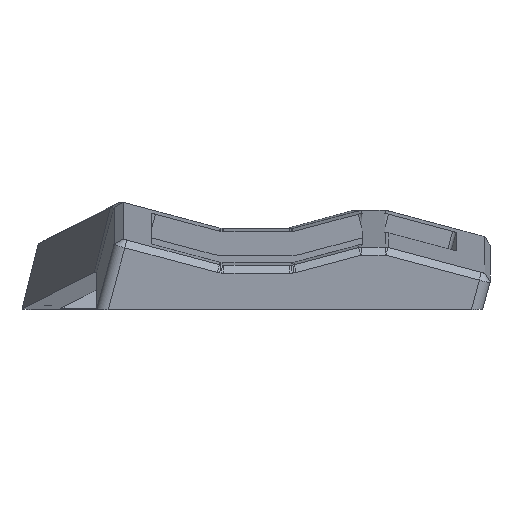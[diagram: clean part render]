
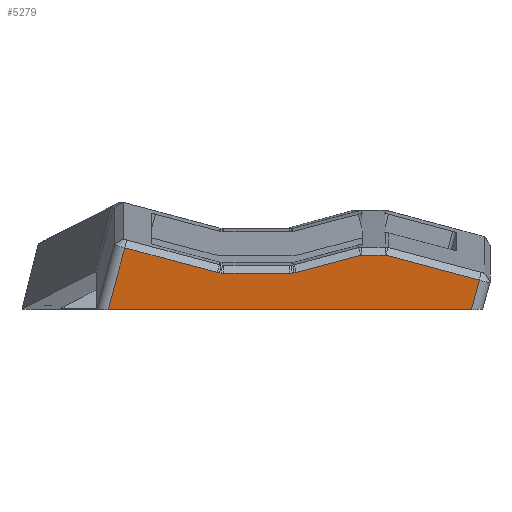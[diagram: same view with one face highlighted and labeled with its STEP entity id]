
A CAD part, left-side view. The second image highlights one B-rep face of the part: STEP entity #5279.
In plain terms, the highlighted planar face has unit normal (-0.996, 0, -0.087).
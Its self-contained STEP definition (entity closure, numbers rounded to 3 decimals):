
#236=PLANE('',#5706);
#443=FACE_OUTER_BOUND('',#781,.T.);
#781=EDGE_LOOP('',(#4023,#4024,#4025,#4026,#4027,#4028,#4029,#4030,#4031,
#4032,#4033,#4034,#4035,#4036,#4037,#4038));
#1191=LINE('',#8113,#1625);
#1195=LINE('',#8125,#1629);
#1199=LINE('',#8137,#1633);
#1203=LINE('',#8149,#1637);
#1207=LINE('',#8161,#1641);
#1211=LINE('',#8173,#1645);
#1215=LINE('',#8185,#1649);
#1321=LINE('',#8865,#1755);
#1322=LINE('',#8867,#1756);
#1323=LINE('',#8868,#1757);
#1625=VECTOR('',#6327,10.);
#1629=VECTOR('',#6339,10.);
#1633=VECTOR('',#6351,10.);
#1637=VECTOR('',#6363,10.);
#1641=VECTOR('',#6375,10.);
#1645=VECTOR('',#6387,10.);
#1649=VECTOR('',#6399,10.);
#1755=VECTOR('',#6707,10.);
#1756=VECTOR('',#6708,10.);
#1757=VECTOR('',#6709,10.);
#1998=CIRCLE('',#5584,1.);
#2000=CIRCLE('',#5588,1.);
#2002=CIRCLE('',#5592,5.);
#2004=CIRCLE('',#5596,5.);
#2006=CIRCLE('',#5600,5.);
#2008=CIRCLE('',#5604,5.);
#2308=VERTEX_POINT('',#8105);
#2310=VERTEX_POINT('',#8111);
#2312=VERTEX_POINT('',#8118);
#2314=VERTEX_POINT('',#8123);
#2316=VERTEX_POINT('',#8130);
#2318=VERTEX_POINT('',#8135);
#2320=VERTEX_POINT('',#8142);
#2322=VERTEX_POINT('',#8147);
#2324=VERTEX_POINT('',#8154);
#2326=VERTEX_POINT('',#8159);
#2328=VERTEX_POINT('',#8166);
#2330=VERTEX_POINT('',#8171);
#2332=VERTEX_POINT('',#8178);
#2334=VERTEX_POINT('',#8183);
#2451=VERTEX_POINT('',#8864);
#2452=VERTEX_POINT('',#8866);
#2827=EDGE_CURVE('',#2310,#2308,#1191,.T.);
#2831=EDGE_CURVE('',#2312,#2310,#1998,.T.);
#2833=EDGE_CURVE('',#2314,#2312,#1195,.T.);
#2837=EDGE_CURVE('',#2316,#2314,#2000,.T.);
#2839=EDGE_CURVE('',#2318,#2316,#1199,.T.);
#2843=EDGE_CURVE('',#2320,#2318,#2002,.T.);
#2845=EDGE_CURVE('',#2322,#2320,#1203,.T.);
#2849=EDGE_CURVE('',#2324,#2322,#2004,.T.);
#2851=EDGE_CURVE('',#2326,#2324,#1207,.T.);
#2855=EDGE_CURVE('',#2328,#2326,#2006,.T.);
#2857=EDGE_CURVE('',#2330,#2328,#1211,.T.);
#2861=EDGE_CURVE('',#2332,#2330,#2008,.T.);
#2863=EDGE_CURVE('',#2334,#2332,#1215,.T.);
#3051=EDGE_CURVE('',#2451,#2334,#1321,.T.);
#3052=EDGE_CURVE('',#2451,#2452,#1322,.T.);
#3053=EDGE_CURVE('',#2308,#2452,#1323,.T.);
#4023=ORIENTED_EDGE('',*,*,#2863,.F.);
#4024=ORIENTED_EDGE('',*,*,#3051,.F.);
#4025=ORIENTED_EDGE('',*,*,#3052,.T.);
#4026=ORIENTED_EDGE('',*,*,#3053,.F.);
#4027=ORIENTED_EDGE('',*,*,#2827,.F.);
#4028=ORIENTED_EDGE('',*,*,#2831,.F.);
#4029=ORIENTED_EDGE('',*,*,#2833,.F.);
#4030=ORIENTED_EDGE('',*,*,#2837,.F.);
#4031=ORIENTED_EDGE('',*,*,#2839,.F.);
#4032=ORIENTED_EDGE('',*,*,#2843,.F.);
#4033=ORIENTED_EDGE('',*,*,#2845,.F.);
#4034=ORIENTED_EDGE('',*,*,#2849,.F.);
#4035=ORIENTED_EDGE('',*,*,#2851,.F.);
#4036=ORIENTED_EDGE('',*,*,#2855,.F.);
#4037=ORIENTED_EDGE('',*,*,#2857,.F.);
#4038=ORIENTED_EDGE('',*,*,#2861,.F.);
#5279=ADVANCED_FACE('',(#443),#236,.T.);
#5584=AXIS2_PLACEMENT_3D('',#8120,#6334,#6335);
#5588=AXIS2_PLACEMENT_3D('',#8132,#6346,#6347);
#5592=AXIS2_PLACEMENT_3D('',#8144,#6358,#6359);
#5596=AXIS2_PLACEMENT_3D('',#8156,#6370,#6371);
#5600=AXIS2_PLACEMENT_3D('',#8168,#6382,#6383);
#5604=AXIS2_PLACEMENT_3D('',#8180,#6394,#6395);
#5706=AXIS2_PLACEMENT_3D('',#8863,#6705,#6706);
#6327=DIRECTION('',(0.023,-0.966,-0.258));
#6334=DIRECTION('center_axis',(0.996,0.,0.087));
#6335=DIRECTION('ref_axis',(-0.086,-0.131,0.988));
#6339=DIRECTION('',(0.,-1.,0.));
#6346=DIRECTION('center_axis',(0.996,0.,0.087));
#6347=DIRECTION('ref_axis',(-0.086,0.131,0.988));
#6351=DIRECTION('',(-0.023,-0.966,0.258));
#6358=DIRECTION('center_axis',(-0.996,0.,-0.087));
#6359=DIRECTION('ref_axis',(0.085,-0.195,-0.977));
#6363=DIRECTION('',(-0.011,-0.991,0.13));
#6370=DIRECTION('center_axis',(-0.996,0.,-0.087));
#6371=DIRECTION('ref_axis',(0.087,-0.065,-0.994));
#6375=DIRECTION('',(0.,-1.,0.));
#6382=DIRECTION('center_axis',(-0.996,0.,-0.087));
#6383=DIRECTION('ref_axis',(0.087,0.065,-0.994));
#6387=DIRECTION('',(0.011,-0.991,-0.13));
#6394=DIRECTION('center_axis',(-0.996,0.,-0.087));
#6395=DIRECTION('ref_axis',(0.085,0.195,-0.977));
#6399=DIRECTION('',(0.023,-0.966,-0.258));
#6705=DIRECTION('center_axis',(-0.996,0.,-0.087));
#6706=DIRECTION('ref_axis',(-0.087,0.,0.996));
#6707=DIRECTION('',(-0.084,-0.259,0.962));
#6708=DIRECTION('',(0.,-1.,0.));
#6709=DIRECTION('',(0.084,0.259,-0.962));
#8105=CARTESIAN_POINT('',(-106.482,-11.112,12.039));
#8111=CARTESIAN_POINT('',(-107.072,14.176,18.789));
#8113=CARTESIAN_POINT('',(-107.,11.077,17.962));
#8118=CARTESIAN_POINT('',(-107.075,14.435,18.823));
#8120=CARTESIAN_POINT('Origin',(-106.988,14.435,17.827));
#8123=CARTESIAN_POINT('',(-107.075,20.838,18.823));
#8125=CARTESIAN_POINT('',(-107.075,30.16,18.823));
#8130=CARTESIAN_POINT('',(-107.072,21.097,18.789));
#8132=CARTESIAN_POINT('Origin',(-106.988,20.838,17.827));
#8135=CARTESIAN_POINT('',(-106.664,38.564,14.127));
#8137=CARTESIAN_POINT('',(-106.866,29.926,16.432));
#8142=CARTESIAN_POINT('',(-106.653,39.205,14.));
#8144=CARTESIAN_POINT('Origin',(-107.085,39.858,18.938));
#8147=CARTESIAN_POINT('',(-106.648,39.658,13.94));
#8149=CARTESIAN_POINT('',(-106.655,39.063,14.018));
#8154=CARTESIAN_POINT('',(-106.644,40.311,13.898));
#8156=CARTESIAN_POINT('Origin',(-107.08,40.311,18.879));
#8159=CARTESIAN_POINT('',(-106.644,58.217,13.898));
#8161=CARTESIAN_POINT('',(-106.644,39.601,13.898));
#8166=CARTESIAN_POINT('',(-106.648,58.87,13.94));
#8168=CARTESIAN_POINT('Origin',(-107.08,58.217,18.879));
#8171=CARTESIAN_POINT('',(-106.653,59.323,14.));
#8173=CARTESIAN_POINT('',(-106.535,49.04,12.651));
#8178=CARTESIAN_POINT('',(-106.664,59.964,14.127));
#8180=CARTESIAN_POINT('Origin',(-107.085,58.67,18.938));
#8183=CARTESIAN_POINT('',(-107.251,85.082,20.831));
#8185=CARTESIAN_POINT('',(-106.763,64.19,15.255));
#8863=CARTESIAN_POINT('Origin',(-106.635,39.087,13.789));
#8864=CARTESIAN_POINT('',(-105.783,89.596,4.049));
#8865=CARTESIAN_POINT('',(-106.697,86.786,14.495));
#8866=CARTESIAN_POINT('',(-105.783,-8.963,4.049));
#8867=CARTESIAN_POINT('',(-105.783,-12.069,4.049));
#8868=CARTESIAN_POINT('',(-105.691,-8.68,2.996));
